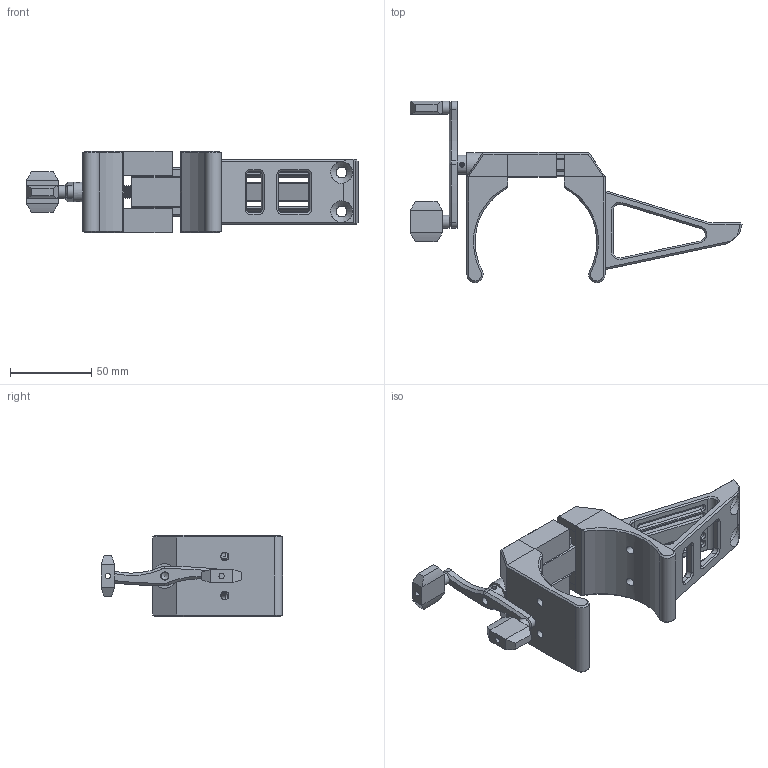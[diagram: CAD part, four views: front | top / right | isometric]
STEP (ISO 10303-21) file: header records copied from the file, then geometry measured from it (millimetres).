
FILE_DESCRIPTION(('FreeCAD Model'),'2;1');
FILE_NAME('Open CASCADE Shape Model','2025-01-06T17:22:37',(''),(''), 'Open CASCADE STEP processor 7.6','FreeCAD','Unknown');
FILE_SCHEMA(('AUTOMOTIVE_DESIGN { 1 0 10303 214 1 1 1 1 }'));
Length unit declared in the file: millimetre
Products named in the file (12): Part018; arrow-variant-004; screw_with_hole001; screw_m009; handle006; handle-pt1; handle-pt2; handle-pt003; mount; Part019; Тіло; Тіло019
Assembly tree (11 placements, depth 4):
  Part018
    arrow-variant-004
      screw_with_hole001
        screw_m009
    handle006
      handle-pt1
      handle-pt2
      handle-pt003
    mount
    Part019
      Тіло
      Тіло019
Bounding box: 204.28 x 111.5 x 50 mm (x, y, z)
Volume: 164361.1 mm3; surface area: 56838.2 mm2
Topology: 7 solids, 7 shells, 530 faces, 1246 edges, 726 vertices
Faces by surface type: plane 203, bspline 147, cylinder 116, cone 64
Full cylindrical faces by diameter (mm): 3 x2, 3.3 x2, 3.736 x1, 4 x2, 5 x5, 6.6 x4, 6.8 x1, 8 x39, 9 x2, 12 x1, 13.4 x4
Entity records: 31423 total; most frequent: CARTESIAN_POINT 20330, ORIENTED_EDGE 2490, DIRECTION 1831, EDGE_CURVE 1245, VERTEX_POINT 726, LINE 625, VECTOR 625, AXIS2_PLACEMENT_3D 603
